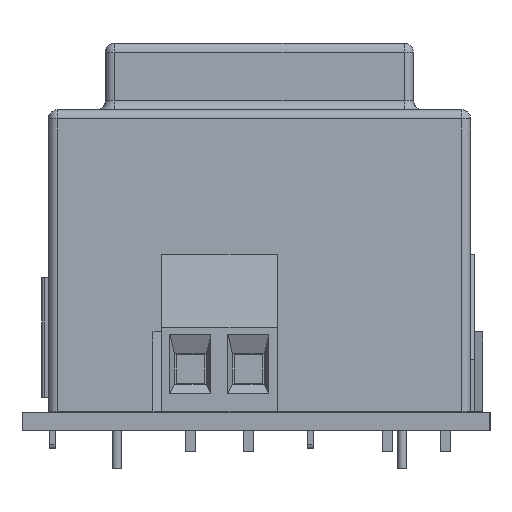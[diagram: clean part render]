
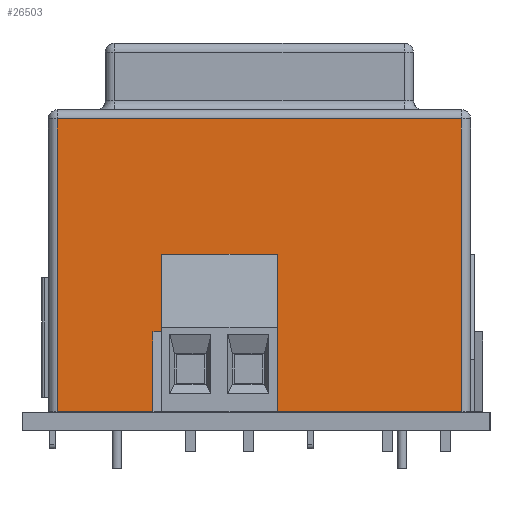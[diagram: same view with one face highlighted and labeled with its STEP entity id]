
A CAD part, left-side view. The second image highlights one B-rep face of the part: STEP entity #26503.
In plain terms, the highlighted planar face has unit normal (-1, 0, 0).
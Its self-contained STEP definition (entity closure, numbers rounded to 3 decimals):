
#25632 = CYLINDRICAL_SURFACE('',#25633,0.8);
#25633 = AXIS2_PLACEMENT_3D('',#25634,#25635,#25636);
#25634 = CARTESIAN_POINT('',(-21.2,0.,25.655));
#25635 = DIRECTION('',(0.,1.,0.));
#25636 = DIRECTION('',(0.,-0.,1.));
#25906 = VERTEX_POINT('',#25907);
#25907 = CARTESIAN_POINT('',(-22.,17.7,25.655));
#25944 = CYLINDRICAL_SURFACE('',#25945,0.8);
#25945 = AXIS2_PLACEMENT_3D('',#25946,#25947,#25948);
#25946 = CARTESIAN_POINT('',(-21.2,17.7,32.3));
#25947 = DIRECTION('',(0.,0.,-1.));
#25948 = DIRECTION('',(-1.,0.,0.));
#25982 = EDGE_CURVE('',#25906,#25983,#25985,.T.);
#25983 = VERTEX_POINT('',#25984);
#25984 = CARTESIAN_POINT('',(-22.,-17.7,25.655));
#25985 = SURFACE_CURVE('',#25986,(#25990,#25997),.PCURVE_S1.);
#25986 = LINE('',#25987,#25988);
#25987 = CARTESIAN_POINT('',(-22.,18.5,25.655));
#25988 = VECTOR('',#25989,1.);
#25989 = DIRECTION('',(0.,-1.,0.));
#25990 = PCURVE('',#25632,#25991);
#25991 = DEFINITIONAL_REPRESENTATION('',(#25992),#25996);
#25992 = LINE('',#25993,#25994);
#25993 = CARTESIAN_POINT('',(4.712,18.5));
#25994 = VECTOR('',#25995,1.);
#25995 = DIRECTION('',(0.,-1.));
#25996 = ( GEOMETRIC_REPRESENTATION_CONTEXT(2) 
PARAMETRIC_REPRESENTATION_CONTEXT() REPRESENTATION_CONTEXT('2D SPACE',''
  ) );
#25997 = PCURVE('',#25998,#26003);
#25998 = PLANE('',#25999);
#25999 = AXIS2_PLACEMENT_3D('',#26000,#26001,#26002);
#26000 = CARTESIAN_POINT('',(-22.,18.5,32.3));
#26001 = DIRECTION('',(1.,0.,0.));
#26002 = DIRECTION('',(0.,0.,-1.));
#26003 = DEFINITIONAL_REPRESENTATION('',(#26004),#26008);
#26004 = LINE('',#26005,#26006);
#26005 = CARTESIAN_POINT('',(6.645,0.));
#26006 = VECTOR('',#26007,1.);
#26007 = DIRECTION('',(0.,-1.));
#26008 = ( GEOMETRIC_REPRESENTATION_CONTEXT(2) 
PARAMETRIC_REPRESENTATION_CONTEXT() REPRESENTATION_CONTEXT('2D SPACE',''
  ) );
#26081 = CYLINDRICAL_SURFACE('',#26082,0.8);
#26082 = AXIS2_PLACEMENT_3D('',#26083,#26084,#26085);
#26083 = CARTESIAN_POINT('',(-21.2,-17.7,32.3));
#26084 = DIRECTION('',(0.,0.,-1.));
#26085 = DIRECTION('',(-1.,0.,0.));
#26350 = PLANE('',#26351);
#26351 = AXIS2_PLACEMENT_3D('',#26352,#26353,#26354);
#26352 = CARTESIAN_POINT('',(0.,0.,0.));
#26353 = DIRECTION('',(0.,0.,1.));
#26354 = DIRECTION('',(1.,0.,-0.));
#26460 = VERTEX_POINT('',#26461);
#26461 = CARTESIAN_POINT('',(-22.,17.7,0.));
#26483 = EDGE_CURVE('',#25906,#26460,#26484,.T.);
#26484 = SURFACE_CURVE('',#26485,(#26489,#26496),.PCURVE_S1.);
#26485 = LINE('',#26486,#26487);
#26486 = CARTESIAN_POINT('',(-22.,17.7,32.3));
#26487 = VECTOR('',#26488,1.);
#26488 = DIRECTION('',(0.,0.,-1.));
#26489 = PCURVE('',#25944,#26490);
#26490 = DEFINITIONAL_REPRESENTATION('',(#26491),#26495);
#26491 = LINE('',#26492,#26493);
#26492 = CARTESIAN_POINT('',(0.,0.));
#26493 = VECTOR('',#26494,1.);
#26494 = DIRECTION('',(0.,1.));
#26495 = ( GEOMETRIC_REPRESENTATION_CONTEXT(2) 
PARAMETRIC_REPRESENTATION_CONTEXT() REPRESENTATION_CONTEXT('2D SPACE',''
  ) );
#26496 = PCURVE('',#25998,#26497);
#26497 = DEFINITIONAL_REPRESENTATION('',(#26498),#26502);
#26498 = LINE('',#26499,#26500);
#26499 = CARTESIAN_POINT('',(0.,-0.8));
#26500 = VECTOR('',#26501,1.);
#26501 = DIRECTION('',(1.,0.));
#26502 = ( GEOMETRIC_REPRESENTATION_CONTEXT(2) 
PARAMETRIC_REPRESENTATION_CONTEXT() REPRESENTATION_CONTEXT('2D SPACE',''
  ) );
#26503 = ADVANCED_FACE('',(#26504),#25998,.F.);
#26504 = FACE_BOUND('',#26505,.T.);
#26505 = EDGE_LOOP('',(#26506,#26529,#26550,#26551));
#26506 = ORIENTED_EDGE('',*,*,#26507,.T.);
#26507 = EDGE_CURVE('',#26460,#26508,#26510,.T.);
#26508 = VERTEX_POINT('',#26509);
#26509 = CARTESIAN_POINT('',(-22.,-17.7,0.));
#26510 = SURFACE_CURVE('',#26511,(#26515,#26522),.PCURVE_S1.);
#26511 = LINE('',#26512,#26513);
#26512 = CARTESIAN_POINT('',(-22.,18.5,0.));
#26513 = VECTOR('',#26514,1.);
#26514 = DIRECTION('',(0.,-1.,0.));
#26515 = PCURVE('',#25998,#26516);
#26516 = DEFINITIONAL_REPRESENTATION('',(#26517),#26521);
#26517 = LINE('',#26518,#26519);
#26518 = CARTESIAN_POINT('',(32.3,0.));
#26519 = VECTOR('',#26520,1.);
#26520 = DIRECTION('',(0.,-1.));
#26521 = ( GEOMETRIC_REPRESENTATION_CONTEXT(2) 
PARAMETRIC_REPRESENTATION_CONTEXT() REPRESENTATION_CONTEXT('2D SPACE',''
  ) );
#26522 = PCURVE('',#26350,#26523);
#26523 = DEFINITIONAL_REPRESENTATION('',(#26524),#26528);
#26524 = LINE('',#26525,#26526);
#26525 = CARTESIAN_POINT('',(-22.,18.5));
#26526 = VECTOR('',#26527,1.);
#26527 = DIRECTION('',(0.,-1.));
#26528 = ( GEOMETRIC_REPRESENTATION_CONTEXT(2) 
PARAMETRIC_REPRESENTATION_CONTEXT() REPRESENTATION_CONTEXT('2D SPACE',''
  ) );
#26529 = ORIENTED_EDGE('',*,*,#26530,.F.);
#26530 = EDGE_CURVE('',#25983,#26508,#26531,.T.);
#26531 = SURFACE_CURVE('',#26532,(#26536,#26543),.PCURVE_S1.);
#26532 = LINE('',#26533,#26534);
#26533 = CARTESIAN_POINT('',(-22.,-17.7,32.3));
#26534 = VECTOR('',#26535,1.);
#26535 = DIRECTION('',(0.,0.,-1.));
#26536 = PCURVE('',#25998,#26537);
#26537 = DEFINITIONAL_REPRESENTATION('',(#26538),#26542);
#26538 = LINE('',#26539,#26540);
#26539 = CARTESIAN_POINT('',(0.,-36.2));
#26540 = VECTOR('',#26541,1.);
#26541 = DIRECTION('',(1.,0.));
#26542 = ( GEOMETRIC_REPRESENTATION_CONTEXT(2) 
PARAMETRIC_REPRESENTATION_CONTEXT() REPRESENTATION_CONTEXT('2D SPACE',''
  ) );
#26543 = PCURVE('',#26081,#26544);
#26544 = DEFINITIONAL_REPRESENTATION('',(#26545),#26549);
#26545 = LINE('',#26546,#26547);
#26546 = CARTESIAN_POINT('',(6.283,0.));
#26547 = VECTOR('',#26548,1.);
#26548 = DIRECTION('',(0.,1.));
#26549 = ( GEOMETRIC_REPRESENTATION_CONTEXT(2) 
PARAMETRIC_REPRESENTATION_CONTEXT() REPRESENTATION_CONTEXT('2D SPACE',''
  ) );
#26550 = ORIENTED_EDGE('',*,*,#25982,.F.);
#26551 = ORIENTED_EDGE('',*,*,#26483,.T.);
